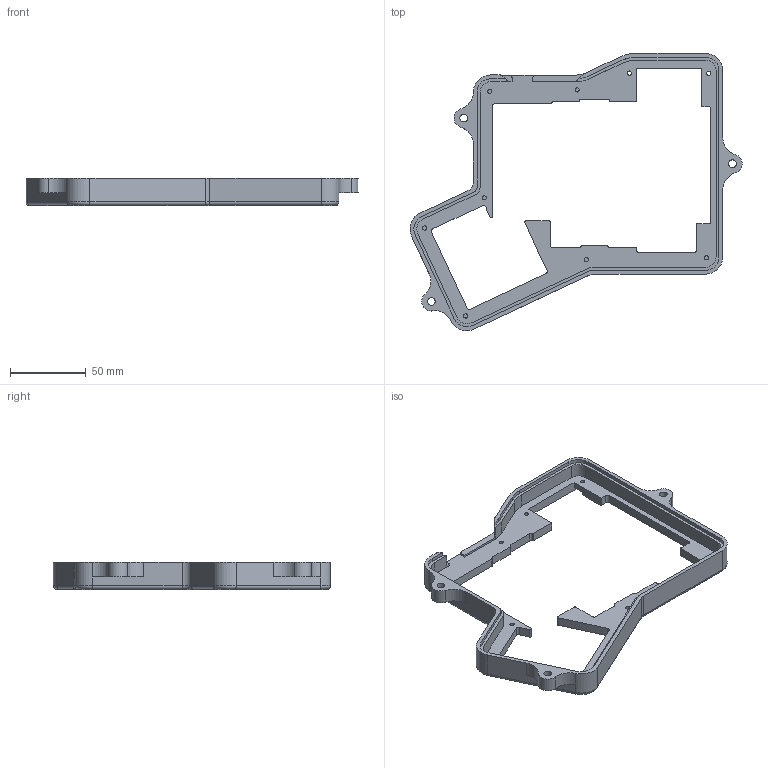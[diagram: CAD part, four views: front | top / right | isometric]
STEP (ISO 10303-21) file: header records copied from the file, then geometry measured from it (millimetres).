
FILE_DESCRIPTION(/* description */ (''),/* implementation_level */ '2;1');
FILE_NAME(/* name */ 'a284f486-2908-4d37-a0fd-128823e6a5d3.stp',/* time_stamp */ '2016-12-11T20:01:37-08:00',/* author */ (''),/* organization */ (''),/* preprocessor_version */ 'ST-DEVELOPER v16.5',/* originating_system */ 'Autodesk Translation Framework v5.2.0.2920',/* authorisation */ '');
FILE_SCHEMA (('AUTOMOTIVE_DESIGN { 1 0 10303 214 3 1 1 }'));
Length unit declared in the file: inch
Products named in the file (1): Top Case v2(Mirror)
Bounding box: 219.36 x 183.19 x 17.84 mm (x, y, z)
Volume: 90314.1 mm3; surface area: 43637.6 mm2
Topology: 1 solids, 1 shells, 173 faces, 472 edges, 308 vertices
Faces by surface type: cylinder 90, plane 74, torus 9
Full cylindrical faces by diameter (mm): 2.769 x9, 5.116 x3
Entity records: 5504 total; most frequent: DIRECTION 998, CARTESIAN_POINT 942, ORIENTED_EDGE 920, EDGE_CURVE 460, AXIS2_PLACEMENT_3D 364, VERTEX_POINT 308, LINE 270, VECTOR 270
